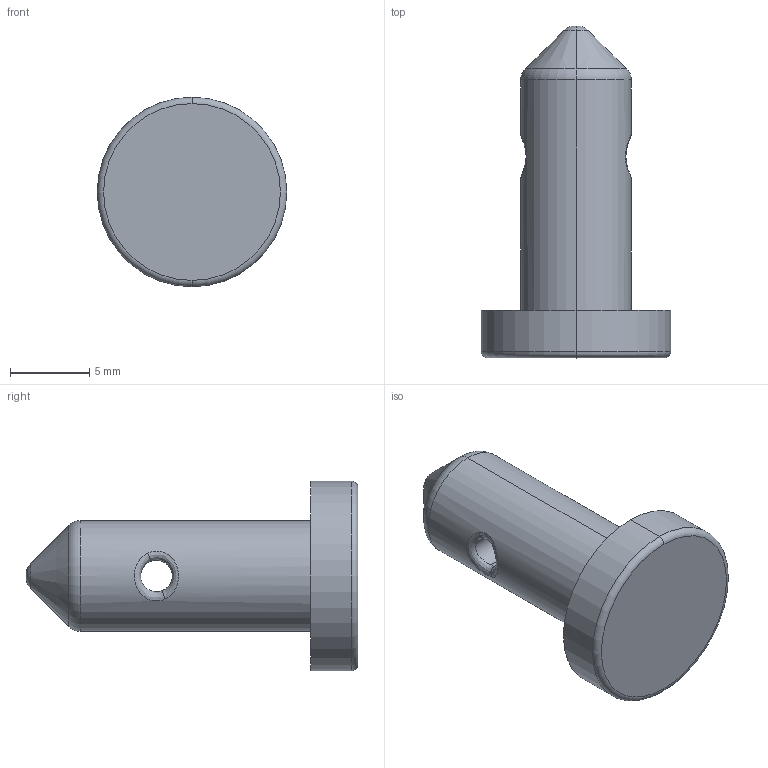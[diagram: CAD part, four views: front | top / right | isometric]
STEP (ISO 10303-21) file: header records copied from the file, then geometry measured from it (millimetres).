
FILE_DESCRIPTION (( 'STEP AP214' ), '1' );
FILE_NAME ('Meshtastic7mmFastener.STEP', '2024-06-25T14:17:23', ( '' ), ( '' ), 'SwSTEP 2.0', 'SolidWorks 2024', '' );
FILE_SCHEMA (( 'AUTOMOTIVE_DESIGN' ));
Length unit declared in the file: millimetre
Products named in the file (1): Meshtastic7mmFastener
Bounding box: 11.99 x 21 x 11.99 mm (x, y, z)
Volume: 936.6 mm3; surface area: 710.1 mm2
Topology: 1 solids, 1 shells, 21 faces, 46 edges, 28 vertices
Faces by surface type: torus 6, cylinder 6, bspline 4, plane 3, cone 2
Entity records: 1029 total; most frequent: CARTESIAN_POINT 556, DIRECTION 96, ORIENTED_EDGE 92, EDGE_CURVE 46, AXIS2_PLACEMENT_3D 44, VERTEX_POINT 28, CIRCLE 26, EDGE_LOOP 24
